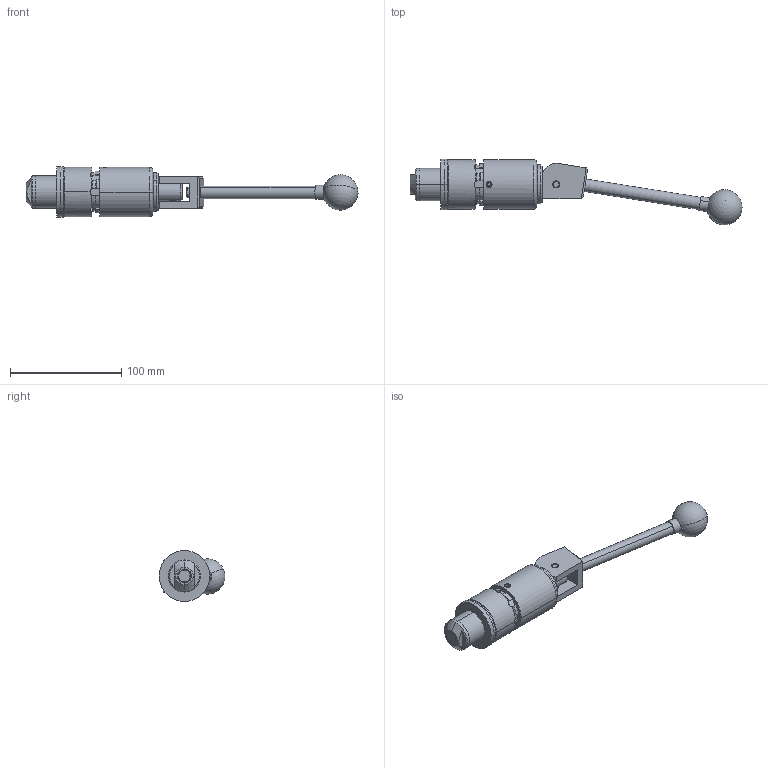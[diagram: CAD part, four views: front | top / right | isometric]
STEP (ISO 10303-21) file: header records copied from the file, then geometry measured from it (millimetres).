
FILE_DESCRIPTION (( 'STEP AP214' ), '1' );
FILE_NAME ('CTSC-003876.STEP', '2025-06-26T15:18:13', ( '' ), ( '' ), 'SwSTEP 2.0', 'SolidWorks 2023', '' );
FILE_SCHEMA (( 'AUTOMOTIVE_DESIGN' ));
Length unit declared in the file: inch
Products named in the file (1): CTSC-003876
Bounding box: 298.92 x 59.33 x 45.72 mm (x, y, z)
Volume: 202067.5 mm3; surface area: 48297.7 mm2
Topology: 9 solids, 9 shells, 280 faces, 699 edges, 447 vertices
Faces by surface type: cylinder 114, plane 107, cone 46, torus 8, bspline 3, sphere 2
Entity records: 13322 total; most frequent: CARTESIAN_POINT 3034, DIRECTION 1404, ORIENTED_EDGE 1384, EDGE_CURVE 692, AXIS2_PLACEMENT_3D 536, VERTEX_POINT 444, LINE 332, VECTOR 332
